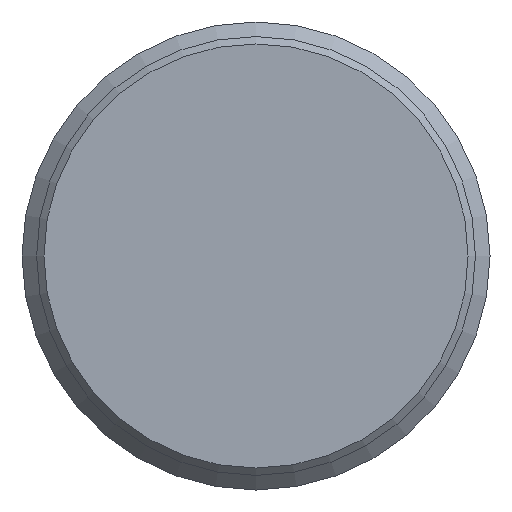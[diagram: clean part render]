
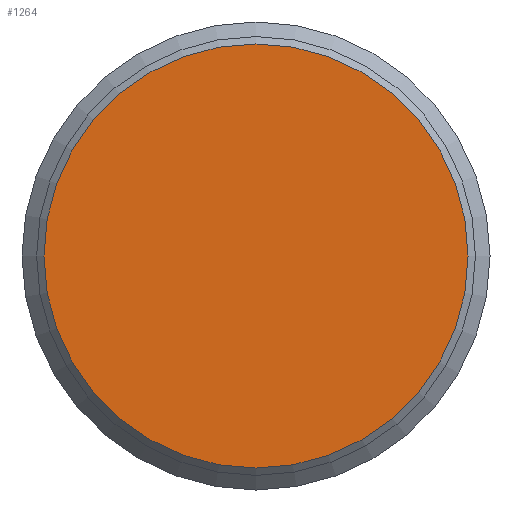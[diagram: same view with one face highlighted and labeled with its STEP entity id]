
A CAD part, front view. The second image highlights one B-rep face of the part: STEP entity #1264.
In plain terms, the highlighted planar face has unit normal (0, -1, 0).
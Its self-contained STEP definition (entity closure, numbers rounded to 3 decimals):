
#82=PLANE('',#1457);
#162=FACE_OUTER_BOUND('',#269,.T.);
#269=EDGE_LOOP('',(#1035));
#474=CIRCLE('',#1451,14.5);
#584=VERTEX_POINT('',#2232);
#734=EDGE_CURVE('',#584,#584,#474,.T.);
#1035=ORIENTED_EDGE('',*,*,#734,.F.);
#1264=ADVANCED_FACE('',(#162),#82,.T.);
#1451=AXIS2_PLACEMENT_3D('',#2233,#1844,#1845);
#1457=AXIS2_PLACEMENT_3D('',#2245,#1858,#1859);
#1844=DIRECTION('center_axis',(0.,1.,0.));
#1845=DIRECTION('ref_axis',(-1.,0.,0.));
#1858=DIRECTION('center_axis',(0.,-1.,0.));
#1859=DIRECTION('ref_axis',(0.,0.,-1.));
#2232=CARTESIAN_POINT('',(14.5,0.,0.));
#2233=CARTESIAN_POINT('Origin',(0.,0.,
0.));
#2245=CARTESIAN_POINT('Origin',(7.5,0.,0.));
